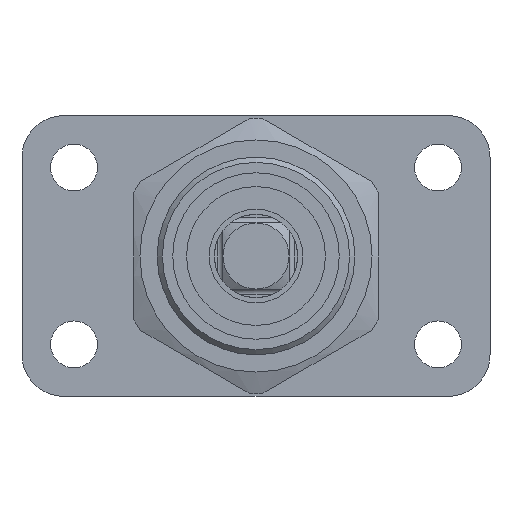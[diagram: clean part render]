
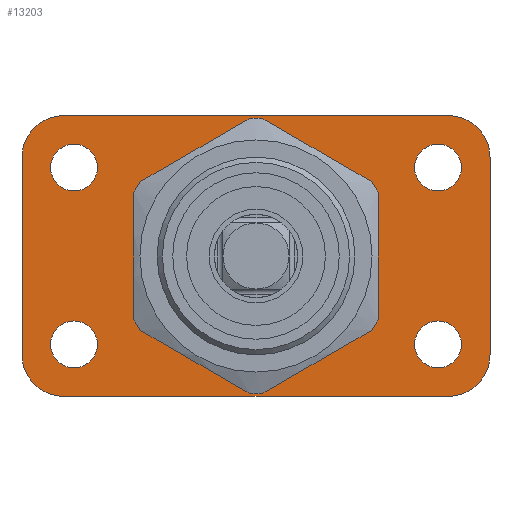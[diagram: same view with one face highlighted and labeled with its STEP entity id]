
A CAD part, front view. The second image highlights one B-rep face of the part: STEP entity #13203.
In plain terms, the highlighted planar face has unit normal (0, -1, 0).
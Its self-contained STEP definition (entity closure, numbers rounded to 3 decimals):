
#161=LINE('',#21063,#904);
#162=LINE('',#21067,#905);
#163=LINE('',#21071,#906);
#164=LINE('',#21075,#907);
#904=VECTOR('',#16158,10.);
#905=VECTOR('',#16161,10.);
#906=VECTOR('',#16164,10.);
#907=VECTOR('',#16167,10.);
#2061=CIRCLE('',#14142,8.);
#2062=CIRCLE('',#14143,8.);
#2063=CIRCLE('',#14144,8.);
#2064=CIRCLE('',#14145,8.);
#2065=CIRCLE('',#14146,4.5);
#2066=CIRCLE('',#14147,4.5);
#2067=CIRCLE('',#14148,4.5);
#2068=CIRCLE('',#14149,4.5);
#2069=CIRCLE('',#14150,22.316);
#2865=PLANE('',#14141);
#3316=FACE_BOUND('',#4472,.T.);
#3317=FACE_BOUND('',#4473,.T.);
#3318=FACE_BOUND('',#4474,.T.);
#3319=FACE_BOUND('',#4475,.T.);
#3320=FACE_BOUND('',#4476,.T.);
#3605=FACE_OUTER_BOUND('',#4471,.T.);
#4471=EDGE_LOOP('',(#8890,#8891,#8892,#8893,#8894,#8895,#8896,#8897));
#4472=EDGE_LOOP('',(#8898));
#4473=EDGE_LOOP('',(#8899));
#4474=EDGE_LOOP('',(#8900));
#4475=EDGE_LOOP('',(#8901));
#4476=EDGE_LOOP('',(#8902));
#5714=VERTEX_POINT('',#21061);
#5715=VERTEX_POINT('',#21062);
#5716=VERTEX_POINT('',#21064);
#5717=VERTEX_POINT('',#21066);
#5718=VERTEX_POINT('',#21068);
#5719=VERTEX_POINT('',#21070);
#5720=VERTEX_POINT('',#21072);
#5721=VERTEX_POINT('',#21074);
#5722=VERTEX_POINT('',#21077);
#5723=VERTEX_POINT('',#21079);
#5724=VERTEX_POINT('',#21081);
#5725=VERTEX_POINT('',#21083);
#5726=VERTEX_POINT('',#21085);
#6968=EDGE_CURVE('',#5714,#5715,#161,.T.);
#6969=EDGE_CURVE('',#5715,#5716,#2061,.T.);
#6970=EDGE_CURVE('',#5716,#5717,#162,.T.);
#6971=EDGE_CURVE('',#5717,#5718,#2062,.T.);
#6972=EDGE_CURVE('',#5718,#5719,#163,.T.);
#6973=EDGE_CURVE('',#5719,#5720,#2063,.T.);
#6974=EDGE_CURVE('',#5720,#5721,#164,.T.);
#6975=EDGE_CURVE('',#5721,#5714,#2064,.T.);
#6976=EDGE_CURVE('',#5722,#5722,#2065,.T.);
#6977=EDGE_CURVE('',#5723,#5723,#2066,.T.);
#6978=EDGE_CURVE('',#5724,#5724,#2067,.T.);
#6979=EDGE_CURVE('',#5725,#5725,#2068,.T.);
#6980=EDGE_CURVE('',#5726,#5726,#2069,.T.);
#8890=ORIENTED_EDGE('',*,*,#6968,.T.);
#8891=ORIENTED_EDGE('',*,*,#6969,.T.);
#8892=ORIENTED_EDGE('',*,*,#6970,.T.);
#8893=ORIENTED_EDGE('',*,*,#6971,.T.);
#8894=ORIENTED_EDGE('',*,*,#6972,.T.);
#8895=ORIENTED_EDGE('',*,*,#6973,.T.);
#8896=ORIENTED_EDGE('',*,*,#6974,.T.);
#8897=ORIENTED_EDGE('',*,*,#6975,.T.);
#8898=ORIENTED_EDGE('',*,*,#6976,.T.);
#8899=ORIENTED_EDGE('',*,*,#6977,.T.);
#8900=ORIENTED_EDGE('',*,*,#6978,.T.);
#8901=ORIENTED_EDGE('',*,*,#6979,.T.);
#8902=ORIENTED_EDGE('',*,*,#6980,.F.);
#13203=ADVANCED_FACE('',(#3605,#3316,#3317,#3318,#3319,#3320),#2865,.T.);
#14141=AXIS2_PLACEMENT_3D('',#21060,#16156,#16157);
#14142=AXIS2_PLACEMENT_3D('',#21065,#16159,#16160);
#14143=AXIS2_PLACEMENT_3D('',#21069,#16162,#16163);
#14144=AXIS2_PLACEMENT_3D('',#21073,#16165,#16166);
#14145=AXIS2_PLACEMENT_3D('',#21076,#16168,#16169);
#14146=AXIS2_PLACEMENT_3D('',#21078,#16170,#16171);
#14147=AXIS2_PLACEMENT_3D('',#21080,#16172,#16173);
#14148=AXIS2_PLACEMENT_3D('',#21082,#16174,#16175);
#14149=AXIS2_PLACEMENT_3D('',#21084,#16176,#16177);
#14150=AXIS2_PLACEMENT_3D('',#21086,#16178,#16179);
#16156=DIRECTION('center_axis',(0.,-1.,0.));
#16157=DIRECTION('ref_axis',(0.,0.,-1.));
#16158=DIRECTION('',(-1.,0.,0.));
#16159=DIRECTION('center_axis',(0.,-1.,0.));
#16160=DIRECTION('ref_axis',(0.,0.,
-1.));
#16161=DIRECTION('',(0.,0.,-1.));
#16162=DIRECTION('center_axis',(0.,-1.,0.));
#16163=DIRECTION('ref_axis',(1.,0.,0.));
#16164=DIRECTION('',(1.,0.,0.));
#16165=DIRECTION('center_axis',(0.,-1.,0.));
#16166=DIRECTION('ref_axis',(0.,0.,
1.));
#16167=DIRECTION('',(0.,0.,1.));
#16168=DIRECTION('center_axis',(0.,-1.,0.));
#16169=DIRECTION('ref_axis',(-1.,0.,0.));
#16170=DIRECTION('center_axis',(0.,1.,0.));
#16171=DIRECTION('ref_axis',(-1.,0.,0.));
#16172=DIRECTION('center_axis',(0.,1.,0.));
#16173=DIRECTION('ref_axis',(-1.,0.,0.));
#16174=DIRECTION('center_axis',(0.,1.,0.));
#16175=DIRECTION('ref_axis',(-1.,0.,0.));
#16176=DIRECTION('center_axis',(0.,1.,0.));
#16177=DIRECTION('ref_axis',(-1.,0.,0.));
#16178=DIRECTION('center_axis',(0.,-1.,0.));
#16179=DIRECTION('ref_axis',(1.,0.,0.));
#21060=CARTESIAN_POINT('Origin',(0.,0.,0.));
#21061=CARTESIAN_POINT('',(37.,0.,27.));
#21062=CARTESIAN_POINT('',(-37.,0.,27.));
#21063=CARTESIAN_POINT('',(-37.,0.,27.));
#21064=CARTESIAN_POINT('',(-45.,0.,19.));
#21065=CARTESIAN_POINT('Origin',(-37.,0.,19.));
#21066=CARTESIAN_POINT('',(-45.,0.,-19.));
#21067=CARTESIAN_POINT('',(-45.,0.,-19.));
#21068=CARTESIAN_POINT('',(-37.,0.,-27.));
#21069=CARTESIAN_POINT('Origin',(-37.,0.,-19.));
#21070=CARTESIAN_POINT('',(37.,0.,-27.));
#21071=CARTESIAN_POINT('',(37.,0.,-27.));
#21072=CARTESIAN_POINT('',(45.,0.,-19.));
#21073=CARTESIAN_POINT('Origin',(37.,0.,-19.));
#21074=CARTESIAN_POINT('',(45.,0.,19.));
#21075=CARTESIAN_POINT('',(45.,0.,19.));
#21076=CARTESIAN_POINT('Origin',(37.,0.,19.));
#21077=CARTESIAN_POINT('',(-30.5,0.,17.));
#21078=CARTESIAN_POINT('Origin',(-35.,0.,17.));
#21079=CARTESIAN_POINT('',(39.5,0.,17.));
#21080=CARTESIAN_POINT('Origin',(35.,0.,17.));
#21081=CARTESIAN_POINT('',(-30.5,0.,-17.));
#21082=CARTESIAN_POINT('Origin',(-35.,0.,-17.));
#21083=CARTESIAN_POINT('',(39.5,0.,-17.));
#21084=CARTESIAN_POINT('Origin',(35.,0.,-17.));
#21085=CARTESIAN_POINT('',(22.316,0.,0.));
#21086=CARTESIAN_POINT('Origin',(0.,0.,
0.));
